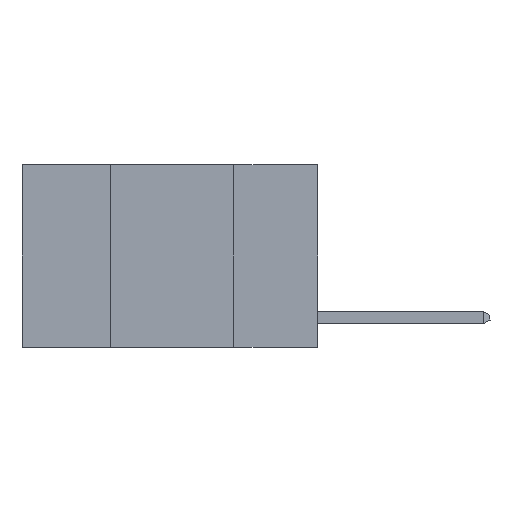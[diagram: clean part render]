
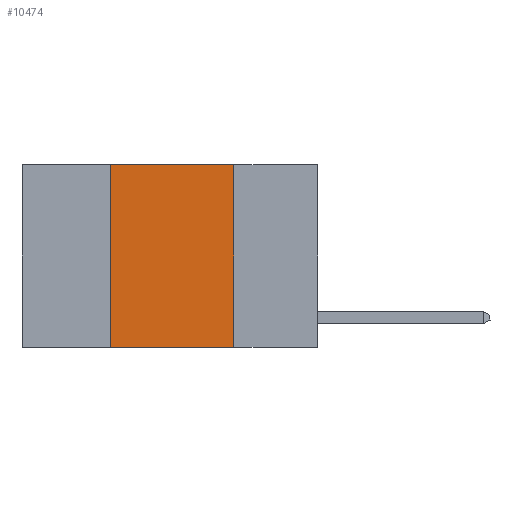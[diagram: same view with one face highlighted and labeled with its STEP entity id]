
A CAD part, left-side view. The second image highlights one B-rep face of the part: STEP entity #10474.
In plain terms, the highlighted planar face has unit normal (-1, 0, 0).
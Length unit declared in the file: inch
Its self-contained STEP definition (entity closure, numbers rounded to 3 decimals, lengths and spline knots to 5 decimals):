
#172 = CARTESIAN_POINT ( 'NONE',  ( 0., 0.17, 0. ) ) ;
#1210 = FACE_OUTER_BOUND ( 'NONE', #4984, .T. ) ;
#1948 = DIRECTION ( 'NONE',  ( 1., 0., 0. ) ) ;
#2580 = EDGE_CURVE ( 'NONE', #8703, #3008, #13238, .T. ) ;
#2586 = EDGE_CURVE ( 'NONE', #7835, #14421, #17860, .T. ) ;
#2690 = EDGE_CURVE ( 'NONE', #7835, #3008, #9783, .T. ) ;
#3008 = VERTEX_POINT ( 'NONE', #6921 ) ;
#3138 = CARTESIAN_POINT ( 'NONE',  ( 0., 0.42, -0.37 ) ) ;
#4984 = EDGE_LOOP ( 'NONE', ( #5691, #5418, #19623, #20593 ) ) ;
#5418 = ORIENTED_EDGE ( 'NONE', *, *, #6879, .F. ) ;
#5587 = DIRECTION ( 'NONE',  ( 0., 0., -1. ) ) ;
#5691 = ORIENTED_EDGE ( 'NONE', *, *, #2580, .F. ) ;
#6879 = EDGE_CURVE ( 'NONE', #14421, #8703, #14341, .T. ) ;
#6921 = CARTESIAN_POINT ( 'NONE',  ( 0., 0.17, -0.37 ) ) ;
#7522 = CARTESIAN_POINT ( 'NONE',  ( 0., 0.6, -0.37 ) ) ;
#7835 = VERTEX_POINT ( 'NONE', #3138 ) ;
#8555 = VECTOR ( 'NONE', #5587, 39.37008 ) ;
#8703 = VERTEX_POINT ( 'NONE', #172 ) ;
#8843 = CARTESIAN_POINT ( 'NONE',  ( 0., 0.42, 0. ) ) ;
#9783 = LINE ( 'NONE', #7522, #13473 ) ;
#10157 = DIRECTION ( 'NONE',  ( 0., -1., 0. ) ) ;
#10455 = DIRECTION ( 'NONE',  ( 0., 0., 1. ) ) ;
#10474 = ADVANCED_FACE ( 'NONE', ( #1210 ), #16323, .F. ) ;
#11739 = CARTESIAN_POINT ( 'NONE',  ( 0., 0.6, 0. ) ) ;
#12309 = DIRECTION ( 'NONE',  ( 0., -1., 0. ) ) ;
#13238 = LINE ( 'NONE', #13532, #8555 ) ;
#13295 = DIRECTION ( 'NONE',  ( 0., 0., -1. ) ) ;
#13473 = VECTOR ( 'NONE', #12309, 39.37008 ) ;
#13532 = CARTESIAN_POINT ( 'NONE',  ( 0., 0.17, 0. ) ) ;
#14253 = CARTESIAN_POINT ( 'NONE',  ( 0., 0.42, 0. ) ) ;
#14341 = LINE ( 'NONE', #19583, #17467 ) ;
#14421 = VERTEX_POINT ( 'NONE', #14253 ) ;
#14995 = AXIS2_PLACEMENT_3D ( 'NONE', #11739, #1948, #13295 ) ;
#16323 = PLANE ( 'NONE',  #14995 ) ;
#16369 = VECTOR ( 'NONE', #10455, 39.37008 ) ;
#17467 = VECTOR ( 'NONE', #10157, 39.37008 ) ;
#17860 = LINE ( 'NONE', #8843, #16369 ) ;
#19583 = CARTESIAN_POINT ( 'NONE',  ( 0., 0.6, 0. ) ) ;
#19623 = ORIENTED_EDGE ( 'NONE', *, *, #2586, .F. ) ;
#20593 = ORIENTED_EDGE ( 'NONE', *, *, #2690, .T. ) ;
